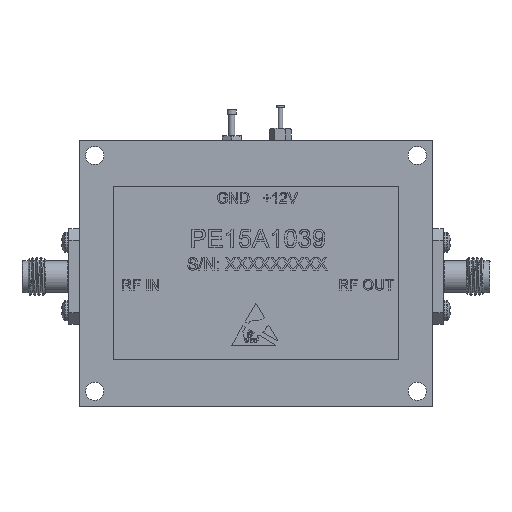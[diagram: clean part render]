
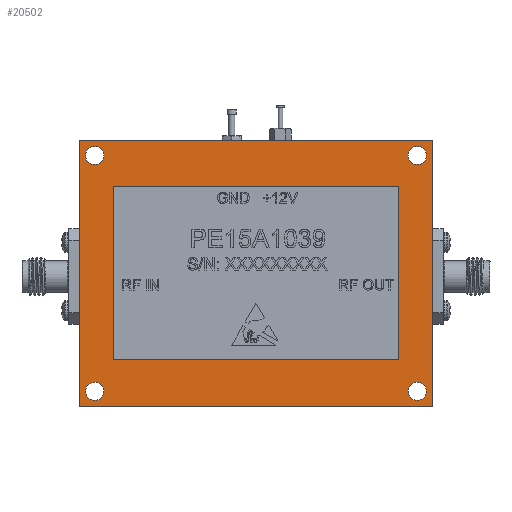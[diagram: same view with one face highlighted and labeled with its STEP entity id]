
A CAD part, top view. The second image highlights one B-rep face of the part: STEP entity #20502.
In plain terms, the highlighted planar face has unit normal (0, 0, 1).
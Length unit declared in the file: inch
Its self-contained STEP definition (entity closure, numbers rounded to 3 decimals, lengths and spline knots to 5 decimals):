
#203 = CIRCLE ( 'NONE', #3695, 0.06 ) ;
#446 = DIRECTION ( 'NONE',  ( -1., 0., 0. ) ) ;
#853 = AXIS2_PLACEMENT_3D ( 'NONE', #37021, #3623, #10427 ) ;
#925 = EDGE_CURVE ( 'NONE', #31005, #17546, #19930, .T. ) ;
#1578 = CARTESIAN_POINT ( 'NONE',  ( 0.93611, 0.56822, 0.25 ) ) ;
#2544 = ORIENTED_EDGE ( 'NONE', *, *, #5855, .F. ) ;
#2908 = CIRCLE ( 'NONE', #30143, 0.06 ) ;
#3030 = CARTESIAN_POINT ( 'NONE',  ( -1.16, -0.875, 0.25 ) ) ;
#3216 = FACE_BOUND ( 'NONE', #5965, .T. ) ;
#3623 = DIRECTION ( 'NONE',  ( 0., 0., 1. ) ) ;
#3695 = AXIS2_PLACEMENT_3D ( 'NONE', #41613, #19160, #41822 ) ;
#3883 = EDGE_LOOP ( 'NONE', ( #25964, #42938, #42001, #35018 ) ) ;
#4415 = VECTOR ( 'NONE', #14928, 39.37008 ) ;
#5761 = CARTESIAN_POINT ( 'NONE',  ( 0.93611, -0.56822, 0.25 ) ) ;
#5855 = EDGE_CURVE ( 'NONE', #8125, #38667, #26509, .T. ) ;
#5965 = EDGE_LOOP ( 'NONE', ( #32198, #2544, #41981, #22525 ) ) ;
#7196 = AXIS2_PLACEMENT_3D ( 'NONE', #35853, #15611, #22352 ) ;
#7485 = CARTESIAN_POINT ( 'NONE',  ( 1.12, -0.775, 0.25 ) ) ;
#7660 = CARTESIAN_POINT ( 'NONE',  ( 1.16, -0.875, 0.25 ) ) ;
#7840 = CIRCLE ( 'NONE', #853, 0.06 ) ;
#7856 = CARTESIAN_POINT ( 'NONE',  ( -0.93611, 0.56822, 0.25 ) ) ;
#8125 = VERTEX_POINT ( 'NONE', #36716 ) ;
#8349 = VERTEX_POINT ( 'NONE', #21036 ) ;
#8637 = EDGE_CURVE ( 'NONE', #11216, #11216, #2908, .T. ) ;
#8766 = CARTESIAN_POINT ( 'NONE',  ( -1.16, 0.875, 0.25 ) ) ;
#9832 = DIRECTION ( 'NONE',  ( 1., 0., 0. ) ) ;
#9916 = EDGE_CURVE ( 'NONE', #8349, #8349, #7840, .T. ) ;
#10016 = FACE_BOUND ( 'NONE', #24664, .T. ) ;
#10427 = DIRECTION ( 'NONE',  ( 1., 0., 0. ) ) ;
#10442 = FACE_BOUND ( 'NONE', #38895, .T. ) ;
#10760 = EDGE_CURVE ( 'NONE', #24088, #24088, #26032, .T. ) ;
#11216 = VERTEX_POINT ( 'NONE', #7485 ) ;
#12178 = EDGE_CURVE ( 'NONE', #38667, #27958, #14707, .T. ) ;
#12857 = AXIS2_PLACEMENT_3D ( 'NONE', #13520, #16589, #14169 ) ;
#12951 = CARTESIAN_POINT ( 'NONE',  ( 1.12, 0.775, 0.25 ) ) ;
#12973 = EDGE_CURVE ( 'NONE', #34217, #16376, #32320, .T. ) ;
#13520 = CARTESIAN_POINT ( 'NONE',  ( 0., 0., 0.25 ) ) ;
#13563 = CARTESIAN_POINT ( 'NONE',  ( 1.16, 0.875, 0.25 ) ) ;
#13827 = VECTOR ( 'NONE', #446, 39.37008 ) ;
#14169 = DIRECTION ( 'NONE',  ( 0., -1., 0. ) ) ;
#14221 = LINE ( 'NONE', #34046, #35956 ) ;
#14273 = VECTOR ( 'NONE', #9832, 39.37008 ) ;
#14707 = LINE ( 'NONE', #31047, #4415 ) ;
#14928 = DIRECTION ( 'NONE',  ( 0., 1., 0. ) ) ;
#15611 = DIRECTION ( 'NONE',  ( 0., 0., 1. ) ) ;
#16376 = VERTEX_POINT ( 'NONE', #7660 ) ;
#16589 = DIRECTION ( 'NONE',  ( 0., 0., -1. ) ) ;
#16595 = ORIENTED_EDGE ( 'NONE', *, *, #8637, .F. ) ;
#17091 = VERTEX_POINT ( 'NONE', #12951 ) ;
#17400 = ORIENTED_EDGE ( 'NONE', *, *, #9916, .F. ) ;
#17505 = LINE ( 'NONE', #7856, #41440 ) ;
#17546 = VERTEX_POINT ( 'NONE', #8766 ) ;
#17581 = VECTOR ( 'NONE', #34872, 39.37008 ) ;
#17679 = LINE ( 'NONE', #41416, #17581 ) ;
#18920 = VECTOR ( 'NONE', #40241, 39.37008 ) ;
#19160 = DIRECTION ( 'NONE',  ( 0., 0., 1. ) ) ;
#19652 = CARTESIAN_POINT ( 'NONE',  ( -0.93611, -0.56822, 0.25 ) ) ;
#19883 = VECTOR ( 'NONE', #39903, 39.37008 ) ;
#19930 = LINE ( 'NONE', #23405, #13827 ) ;
#20502 = ADVANCED_FACE ( 'NONE', ( #23746, #30082, #10016, #40111, #10442, #3216 ), #26807, .F. ) ;
#21036 = CARTESIAN_POINT ( 'NONE',  ( -1., 0.775, 0.25 ) ) ;
#22235 = DIRECTION ( 'NONE',  ( 1., 0., 0. ) ) ;
#22352 = DIRECTION ( 'NONE',  ( 1., 0., 0. ) ) ;
#22525 = ORIENTED_EDGE ( 'NONE', *, *, #35854, .F. ) ;
#23405 = CARTESIAN_POINT ( 'NONE',  ( -1.16, 0.875, 0.25 ) ) ;
#23746 = FACE_OUTER_BOUND ( 'NONE', #3883, .T. ) ;
#24088 = VERTEX_POINT ( 'NONE', #34327 ) ;
#24110 = EDGE_CURVE ( 'NONE', #17546, #34217, #14221, .T. ) ;
#24251 = DIRECTION ( 'NONE',  ( -1., 0., 0. ) ) ;
#24664 = EDGE_LOOP ( 'NONE', ( #16595 ) ) ;
#25506 = CARTESIAN_POINT ( 'NONE',  ( 1.06, -0.775, 0.25 ) ) ;
#25717 = ORIENTED_EDGE ( 'NONE', *, *, #10760, .F. ) ;
#25964 = ORIENTED_EDGE ( 'NONE', *, *, #30054, .T. ) ;
#26032 = CIRCLE ( 'NONE', #7196, 0.06 ) ;
#26509 = LINE ( 'NONE', #39803, #18920 ) ;
#26807 = PLANE ( 'NONE',  #12857 ) ;
#27512 = DIRECTION ( 'NONE',  ( 0., -1., 0. ) ) ;
#27958 = VERTEX_POINT ( 'NONE', #1578 ) ;
#30054 = EDGE_CURVE ( 'NONE', #16376, #31005, #17679, .T. ) ;
#30082 = FACE_BOUND ( 'NONE', #37472, .T. ) ;
#30143 = AXIS2_PLACEMENT_3D ( 'NONE', #25506, #38785, #22235 ) ;
#30643 = VERTEX_POINT ( 'NONE', #34352 ) ;
#31005 = VERTEX_POINT ( 'NONE', #13563 ) ;
#31047 = CARTESIAN_POINT ( 'NONE',  ( 0.93611, -0.56822, 0.25 ) ) ;
#32198 = ORIENTED_EDGE ( 'NONE', *, *, #12178, .F. ) ;
#32320 = LINE ( 'NONE', #3030, #14273 ) ;
#32701 = EDGE_CURVE ( 'NONE', #17091, #17091, #203, .T. ) ;
#33158 = LINE ( 'NONE', #19652, #19883 ) ;
#34046 = CARTESIAN_POINT ( 'NONE',  ( -1.16, -0.875, 0.25 ) ) ;
#34217 = VERTEX_POINT ( 'NONE', #41566 ) ;
#34327 = CARTESIAN_POINT ( 'NONE',  ( -1., -0.775, 0.25 ) ) ;
#34352 = CARTESIAN_POINT ( 'NONE',  ( -0.93611, 0.56822, 0.25 ) ) ;
#34872 = DIRECTION ( 'NONE',  ( 0., 1., 0. ) ) ;
#35018 = ORIENTED_EDGE ( 'NONE', *, *, #12973, .T. ) ;
#35853 = CARTESIAN_POINT ( 'NONE',  ( -1.06, -0.775, 0.25 ) ) ;
#35854 = EDGE_CURVE ( 'NONE', #27958, #30643, #17505, .T. ) ;
#35886 = ORIENTED_EDGE ( 'NONE', *, *, #32701, .F. ) ;
#35956 = VECTOR ( 'NONE', #27512, 39.37008 ) ;
#36093 = EDGE_CURVE ( 'NONE', #30643, #8125, #33158, .T. ) ;
#36716 = CARTESIAN_POINT ( 'NONE',  ( -0.93611, -0.56822, 0.25 ) ) ;
#37021 = CARTESIAN_POINT ( 'NONE',  ( -1.06, 0.775, 0.25 ) ) ;
#37472 = EDGE_LOOP ( 'NONE', ( #25717 ) ) ;
#38667 = VERTEX_POINT ( 'NONE', #5761 ) ;
#38785 = DIRECTION ( 'NONE',  ( 0., 0., 1. ) ) ;
#38895 = EDGE_LOOP ( 'NONE', ( #17400 ) ) ;
#39803 = CARTESIAN_POINT ( 'NONE',  ( -0.93611, -0.56822, 0.25 ) ) ;
#39818 = EDGE_LOOP ( 'NONE', ( #35886 ) ) ;
#39903 = DIRECTION ( 'NONE',  ( 0., -1., 0. ) ) ;
#40111 = FACE_BOUND ( 'NONE', #39818, .T. ) ;
#40241 = DIRECTION ( 'NONE',  ( 1., 0., 0. ) ) ;
#41416 = CARTESIAN_POINT ( 'NONE',  ( 1.16, -0.875, 0.25 ) ) ;
#41440 = VECTOR ( 'NONE', #24251, 39.37008 ) ;
#41566 = CARTESIAN_POINT ( 'NONE',  ( -1.16, -0.875, 0.25 ) ) ;
#41613 = CARTESIAN_POINT ( 'NONE',  ( 1.06, 0.775, 0.25 ) ) ;
#41822 = DIRECTION ( 'NONE',  ( 1., 0., 0. ) ) ;
#41981 = ORIENTED_EDGE ( 'NONE', *, *, #36093, .F. ) ;
#42001 = ORIENTED_EDGE ( 'NONE', *, *, #24110, .T. ) ;
#42938 = ORIENTED_EDGE ( 'NONE', *, *, #925, .T. ) ;
